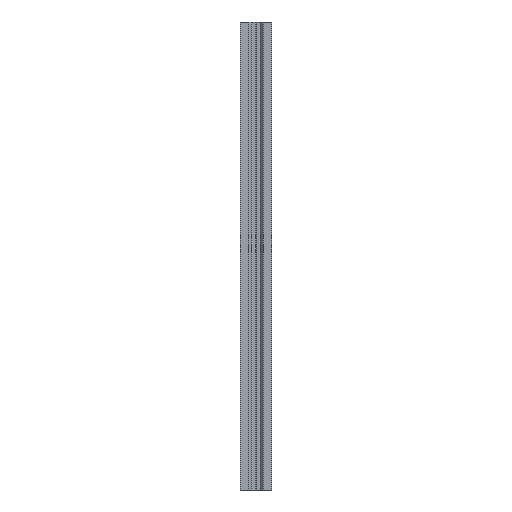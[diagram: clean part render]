
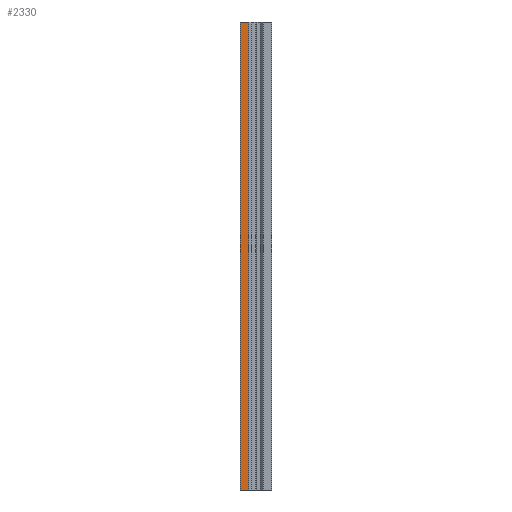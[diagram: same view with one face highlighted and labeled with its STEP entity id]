
A CAD part, left-side view. The second image highlights one B-rep face of the part: STEP entity #2330.
In plain terms, the highlighted planar face has unit normal (-1, 0, 0).
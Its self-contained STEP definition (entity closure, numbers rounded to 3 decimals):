
#105 = EDGE_CURVE ( 'NONE', #2182, #2345, #2488, .T. ) ;
#217 = ORIENTED_EDGE ( 'NONE', *, *, #2646, .F. ) ;
#349 = AXIS2_PLACEMENT_3D ( 'NONE', #2875, #2258, #867 ) ;
#551 = ORIENTED_EDGE ( 'NONE', *, *, #105, .T. ) ;
#660 = CARTESIAN_POINT ( 'NONE',  ( -10., 10., -150. ) ) ;
#668 = CARTESIAN_POINT ( 'NONE',  ( -10., 4.61, 150. ) ) ;
#867 = DIRECTION ( 'NONE',  ( 0., 1., 0. ) ) ;
#931 = PLANE ( 'NONE',  #349 ) ;
#966 = CARTESIAN_POINT ( 'NONE',  ( -10., 10., 150. ) ) ;
#1091 = VERTEX_POINT ( 'NONE', #1917 ) ;
#1095 = CARTESIAN_POINT ( 'NONE',  ( -10., 4.61, -150. ) ) ;
#1263 = ORIENTED_EDGE ( 'NONE', *, *, #2860, .F. ) ;
#1301 = LINE ( 'NONE', #668, #1622 ) ;
#1306 = DIRECTION ( 'NONE',  ( 0., -1., 0. ) ) ;
#1328 = CARTESIAN_POINT ( 'NONE',  ( -10., 10., 150. ) ) ;
#1329 = VECTOR ( 'NONE', #2302, 1000. ) ;
#1363 = EDGE_LOOP ( 'NONE', ( #2265, #217, #1263, #551 ) ) ;
#1369 = DIRECTION ( 'NONE',  ( 0., 0., -1. ) ) ;
#1422 = LINE ( 'NONE', #1876, #1329 ) ;
#1485 = LINE ( 'NONE', #1498, #1764 ) ;
#1498 = CARTESIAN_POINT ( 'NONE',  ( -10., 0., 150. ) ) ;
#1622 = VECTOR ( 'NONE', #2214, 1000. ) ;
#1746 = VECTOR ( 'NONE', #1369, 1000. ) ;
#1764 = VECTOR ( 'NONE', #1306, 1000. ) ;
#1876 = CARTESIAN_POINT ( 'NONE',  ( -10., 0., -150. ) ) ;
#1917 = CARTESIAN_POINT ( 'NONE',  ( -10., 4.61, 150. ) ) ;
#2008 = FACE_OUTER_BOUND ( 'NONE', #1363, .T. ) ;
#2067 = EDGE_CURVE ( 'NONE', #2345, #2160, #1422, .T. ) ;
#2160 = VERTEX_POINT ( 'NONE', #1095 ) ;
#2182 = VERTEX_POINT ( 'NONE', #1328 ) ;
#2214 = DIRECTION ( 'NONE',  ( 0., 0., -1. ) ) ;
#2258 = DIRECTION ( 'NONE',  ( 1., 0., 0. ) ) ;
#2265 = ORIENTED_EDGE ( 'NONE', *, *, #2067, .T. ) ;
#2302 = DIRECTION ( 'NONE',  ( 0., -1., 0. ) ) ;
#2330 = ADVANCED_FACE ( 'NONE', ( #2008 ), #931, .F. ) ;
#2345 = VERTEX_POINT ( 'NONE', #660 ) ;
#2488 = LINE ( 'NONE', #966, #1746 ) ;
#2646 = EDGE_CURVE ( 'NONE', #1091, #2160, #1301, .T. ) ;
#2860 = EDGE_CURVE ( 'NONE', #2182, #1091, #1485, .T. ) ;
#2875 = CARTESIAN_POINT ( 'NONE',  ( -10., 0., 150. ) ) ;
